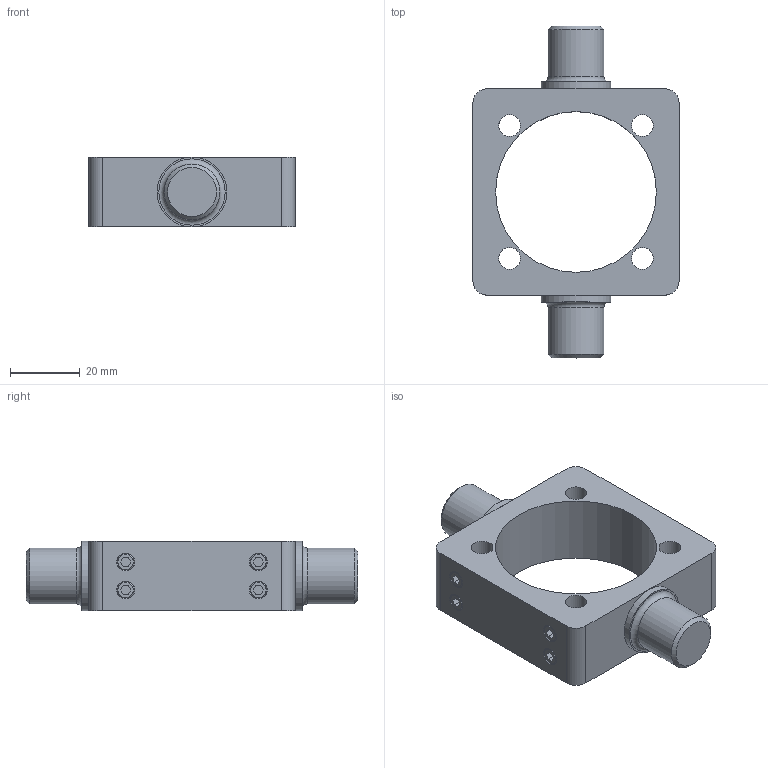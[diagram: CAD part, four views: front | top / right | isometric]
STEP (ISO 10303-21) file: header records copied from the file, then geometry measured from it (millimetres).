
FILE_DESCRIPTION((''),'2;1');
FILE_NAME('CERI40XR.stp','2014-09-25T15:26:29',('pc6'),(''),'Autodesk Inventor 2011','Autodesk Inventor 2011','');
FILE_SCHEMA(('AUTOMOTIVE_DESIGN { 1 0 10303 214 1 1 1 1 }'));
Length unit declared in the file: millimetre
Products named in the file (3): CERI40XR; CERI40XR_1; GRM506
Assembly tree (9 placements, depth 2):
  CERI40XR
    CERI40XR_1
    GRM506  x8
Bounding box: 59 x 95 x 20 mm (x, y, z)
Volume: 41104.7 mm3; surface area: 15734.9 mm2
Topology: 9 solids, 9 shells, 141 faces, 331 edges, 214 vertices
Faces by surface type: plane 84, cylinder 29, cone 26, torus 2
Full cylindrical faces by diameter (mm): 4.134 x8, 5 x8, 6.25 x4, 16 x2, 20 x2, 46 x1
Entity records: 1881 total; most frequent: CARTESIAN_POINT 511, DIRECTION 280, ORIENTED_EDGE 196, AXIS2_PLACEMENT_3D 121, EDGE_LOOP 118, EDGE_CURVE 98, VERTEX_POINT 80, FACE_BOUND 61
